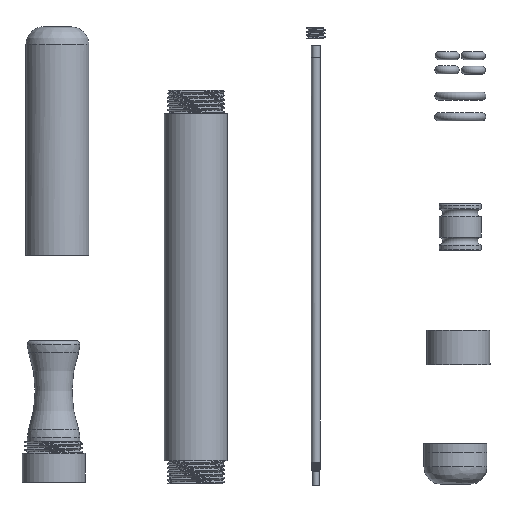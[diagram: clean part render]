
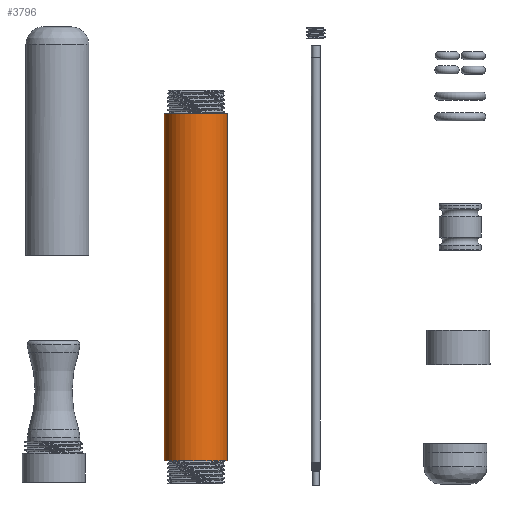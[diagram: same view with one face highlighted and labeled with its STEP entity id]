
A CAD part, front view. The second image highlights one B-rep face of the part: STEP entity #3796.
In plain terms, the highlighted cylindrical face has radius 6.938 mm (diameter 13.875 mm), a full revolution.
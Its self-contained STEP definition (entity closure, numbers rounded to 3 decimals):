
#292=CIRCLE('',#4244,6.938);
#294=CIRCLE('',#4247,6.938);
#494=FACE_OUTER_BOUND('',#734,.T.);
#734=EDGE_LOOP('',(#2892,#2893,#2894,#2895));
#1217=LINE('',#12725,#1349);
#1349=VECTOR('',#4870,7.938);
#1594=VERTEX_POINT('',#12719);
#1595=VERTEX_POINT('',#12723);
#2065=EDGE_CURVE('',#1594,#1594,#292,.F.);
#2067=EDGE_CURVE('',#1595,#1595,#294,.F.);
#2068=EDGE_CURVE('',#1595,#1594,#1217,.T.);
#2892=ORIENTED_EDGE('',*,*,#2067,.F.);
#2893=ORIENTED_EDGE('',*,*,#2068,.T.);
#2894=ORIENTED_EDGE('',*,*,#2065,.F.);
#2895=ORIENTED_EDGE('',*,*,#2068,.F.);
#3619=CYLINDRICAL_SURFACE('',#4246,6.938);
#3796=ADVANCED_FACE('',(#494),#3619,.T.);
#4244=AXIS2_PLACEMENT_3D('',#12720,#4862,#4863);
#4246=AXIS2_PLACEMENT_3D('',#12722,#4866,#4867);
#4247=AXIS2_PLACEMENT_3D('',#12724,#4868,#4869);
#4862=DIRECTION('center_axis',(0.,1.,0.));
#4863=DIRECTION('ref_axis',(-1.,0.,0.));
#4866=DIRECTION('center_axis',(0.,1.,0.));
#4867=DIRECTION('ref_axis',(-1.,0.,0.));
#4868=DIRECTION('center_axis',(0.,-1.,0.));
#4869=DIRECTION('ref_axis',(-1.,0.,0.));
#4870=DIRECTION('',(0.,-1.,0.));
#12719=CARTESIAN_POINT('',(-34.628,14.522,-22.142));
#12720=CARTESIAN_POINT('Origin',(-41.565,14.522,-22.142));
#12722=CARTESIAN_POINT('Origin',(-41.565,52.622,-22.142));
#12723=CARTESIAN_POINT('',(-34.628,90.722,-22.142));
#12724=CARTESIAN_POINT('Origin',(-41.565,90.722,-22.142));
#12725=CARTESIAN_POINT('',(-34.628,52.622,-22.142));
